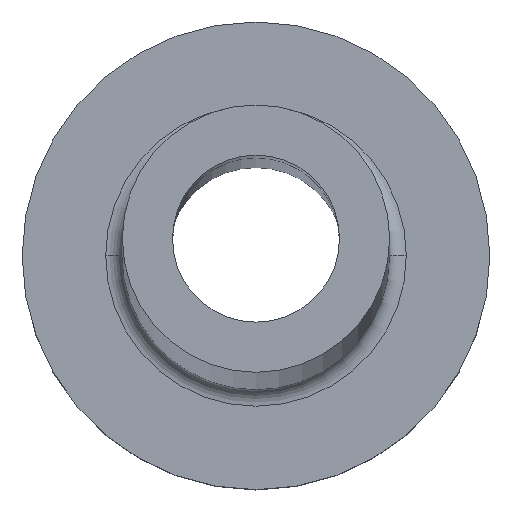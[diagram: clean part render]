
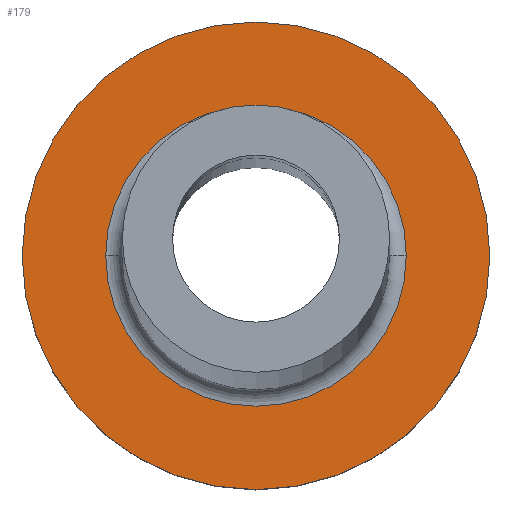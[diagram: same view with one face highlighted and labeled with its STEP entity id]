
A CAD part, top view. The second image highlights one B-rep face of the part: STEP entity #179.
In plain terms, the highlighted planar face has unit normal (0, 0, 1).
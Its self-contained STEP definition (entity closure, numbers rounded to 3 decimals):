
#4 = FACE_BOUND ( 'NONE', #335, .T. ) ;
#21 = VERTEX_POINT ( 'NONE', #353 ) ;
#22 = EDGE_CURVE ( 'NONE', #304, #65, #357, .T. ) ;
#26 = DIRECTION ( 'NONE',  ( 1., 0., 0. ) ) ;
#30 = DIRECTION ( 'NONE',  ( 1., 0., 0. ) ) ;
#59 = DIRECTION ( 'NONE',  ( 0., 0., 1. ) ) ;
#61 = DIRECTION ( 'NONE',  ( 0., 0., 1. ) ) ;
#65 = VERTEX_POINT ( 'NONE', #195 ) ;
#70 = CARTESIAN_POINT ( 'NONE',  ( -4.5, 0., 5. ) ) ;
#98 = ORIENTED_EDGE ( 'NONE', *, *, #248, .T. ) ;
#112 = AXIS2_PLACEMENT_3D ( 'NONE', #368, #59, #200 ) ;
#116 = AXIS2_PLACEMENT_3D ( 'NONE', #338, #138, #30 ) ;
#119 = CARTESIAN_POINT ( 'NONE',  ( 7., 0., 5. ) ) ;
#124 = CIRCLE ( 'NONE', #386, 4.5 ) ;
#130 = EDGE_CURVE ( 'NONE', #21, #449, #412, .T. ) ;
#131 = PLANE ( 'NONE',  #217 ) ;
#138 = DIRECTION ( 'NONE',  ( 0., 0., -1. ) ) ;
#151 = ORIENTED_EDGE ( 'NONE', *, *, #130, .T. ) ;
#179 = ADVANCED_FACE ( 'NONE', ( #4, #457 ), #131, .T. ) ;
#187 = ORIENTED_EDGE ( 'NONE', *, *, #382, .T. ) ;
#195 = CARTESIAN_POINT ( 'NONE',  ( -7., 0., 5. ) ) ;
#198 = EDGE_LOOP ( 'NONE', ( #187, #406 ) ) ;
#200 = DIRECTION ( 'NONE',  ( 1., 0., 0. ) ) ;
#217 = AXIS2_PLACEMENT_3D ( 'NONE', #274, #452, #307 ) ;
#239 = CARTESIAN_POINT ( 'NONE',  ( 0., 0., 5. ) ) ;
#248 = EDGE_CURVE ( 'NONE', #449, #21, #124, .T. ) ;
#274 = CARTESIAN_POINT ( 'NONE',  ( 0., 0., 5. ) ) ;
#296 = CIRCLE ( 'NONE', #422, 7. ) ;
#304 = VERTEX_POINT ( 'NONE', #119 ) ;
#307 = DIRECTION ( 'NONE',  ( 1., 0., 0. ) ) ;
#311 = CARTESIAN_POINT ( 'NONE',  ( 0., 0., 5. ) ) ;
#335 = EDGE_LOOP ( 'NONE', ( #151, #98 ) ) ;
#338 = CARTESIAN_POINT ( 'NONE',  ( 0., 0., 5. ) ) ;
#353 = CARTESIAN_POINT ( 'NONE',  ( 4.5, 0., 5. ) ) ;
#357 = CIRCLE ( 'NONE', #112, 7. ) ;
#368 = CARTESIAN_POINT ( 'NONE',  ( 0., 0., 5. ) ) ;
#382 = EDGE_CURVE ( 'NONE', #65, #304, #296, .T. ) ;
#386 = AXIS2_PLACEMENT_3D ( 'NONE', #311, #461, #426 ) ;
#406 = ORIENTED_EDGE ( 'NONE', *, *, #22, .T. ) ;
#412 = CIRCLE ( 'NONE', #116, 4.5 ) ;
#422 = AXIS2_PLACEMENT_3D ( 'NONE', #239, #61, #26 ) ;
#426 = DIRECTION ( 'NONE',  ( 1., 0., 0. ) ) ;
#449 = VERTEX_POINT ( 'NONE', #70 ) ;
#452 = DIRECTION ( 'NONE',  ( 0., 0., 1. ) ) ;
#457 = FACE_OUTER_BOUND ( 'NONE', #198, .T. ) ;
#461 = DIRECTION ( 'NONE',  ( 0., 0., -1. ) ) ;
